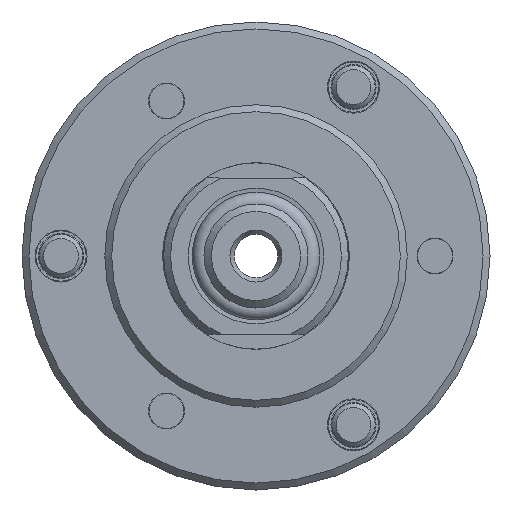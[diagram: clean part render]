
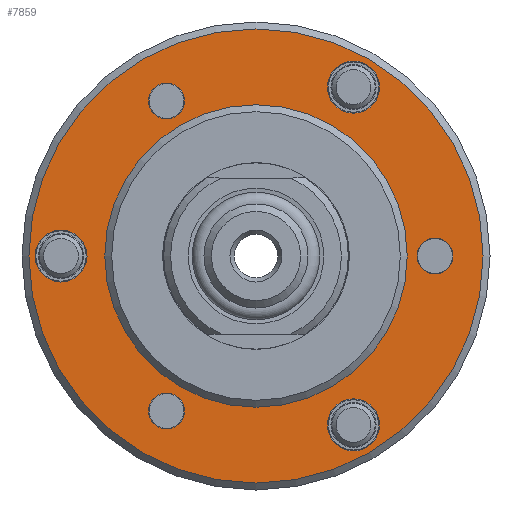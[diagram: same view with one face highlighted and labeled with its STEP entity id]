
A CAD part, left-side view. The second image highlights one B-rep face of the part: STEP entity #7859.
In plain terms, the highlighted planar face has unit normal (-1, 0, 0).
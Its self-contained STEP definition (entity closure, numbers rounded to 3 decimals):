
#590=FACE_BOUND('',#2392,.T.);
#591=FACE_BOUND('',#2393,.T.);
#592=FACE_BOUND('',#2394,.T.);
#593=FACE_BOUND('',#2395,.T.);
#594=FACE_BOUND('',#2396,.T.);
#595=FACE_BOUND('',#2397,.T.);
#596=FACE_BOUND('',#2398,.T.);
#663=PLANE('',#8454);
#1924=FACE_OUTER_BOUND('',#2391,.T.);
#2391=EDGE_LOOP('',(#5541));
#2392=EDGE_LOOP('',(#5542));
#2393=EDGE_LOOP('',(#5543));
#2394=EDGE_LOOP('',(#5544));
#2395=EDGE_LOOP('',(#5545,#5546));
#2396=EDGE_LOOP('',(#5547,#5548));
#2397=EDGE_LOOP('',(#5549,#5550));
#2398=EDGE_LOOP('',(#5551,#5552));
#2945=CIRCLE('',#8442,3.);
#2946=CIRCLE('',#8443,3.);
#2947=CIRCLE('',#8445,3.);
#2948=CIRCLE('',#8446,3.);
#2949=CIRCLE('',#8448,3.);
#2950=CIRCLE('',#8449,3.);
#2954=CIRCLE('',#8455,26.2);
#2955=CIRCLE('',#8456,2.067);
#2956=CIRCLE('',#8457,2.067);
#2957=CIRCLE('',#8458,2.067);
#2958=CIRCLE('',#8459,17.45);
#2959=CIRCLE('',#8460,17.45);
#3323=VERTEX_POINT('',#11862);
#3324=VERTEX_POINT('',#11864);
#3325=VERTEX_POINT('',#11868);
#3326=VERTEX_POINT('',#11870);
#3327=VERTEX_POINT('',#11874);
#3328=VERTEX_POINT('',#11876);
#3332=VERTEX_POINT('',#11888);
#3333=VERTEX_POINT('',#11890);
#3334=VERTEX_POINT('',#11892);
#3335=VERTEX_POINT('',#11894);
#3336=VERTEX_POINT('',#11896);
#3337=VERTEX_POINT('',#11897);
#4190=EDGE_CURVE('',#3324,#3323,#2945,.T.);
#4191=EDGE_CURVE('',#3323,#3324,#2946,.T.);
#4193=EDGE_CURVE('',#3326,#3325,#2947,.T.);
#4194=EDGE_CURVE('',#3325,#3326,#2948,.T.);
#4196=EDGE_CURVE('',#3328,#3327,#2949,.T.);
#4197=EDGE_CURVE('',#3327,#3328,#2950,.T.);
#4202=EDGE_CURVE('',#3332,#3332,#2954,.T.);
#4203=EDGE_CURVE('',#3333,#3333,#2955,.T.);
#4204=EDGE_CURVE('',#3334,#3334,#2956,.T.);
#4205=EDGE_CURVE('',#3335,#3335,#2957,.T.);
#4206=EDGE_CURVE('',#3336,#3337,#2958,.T.);
#4207=EDGE_CURVE('',#3337,#3336,#2959,.T.);
#5541=ORIENTED_EDGE('',*,*,#4202,.F.);
#5542=ORIENTED_EDGE('',*,*,#4203,.T.);
#5543=ORIENTED_EDGE('',*,*,#4204,.T.);
#5544=ORIENTED_EDGE('',*,*,#4205,.T.);
#5545=ORIENTED_EDGE('',*,*,#4206,.F.);
#5546=ORIENTED_EDGE('',*,*,#4207,.F.);
#5547=ORIENTED_EDGE('',*,*,#4190,.T.);
#5548=ORIENTED_EDGE('',*,*,#4191,.T.);
#5549=ORIENTED_EDGE('',*,*,#4193,.T.);
#5550=ORIENTED_EDGE('',*,*,#4194,.T.);
#5551=ORIENTED_EDGE('',*,*,#4196,.T.);
#5552=ORIENTED_EDGE('',*,*,#4197,.T.);
#7859=ADVANCED_FACE('',(#1924,#590,#591,#592,#593,#594,#595,#596),#663,
 .T.);
#8442=AXIS2_PLACEMENT_3D('',#11865,#9362,#9363);
#8443=AXIS2_PLACEMENT_3D('',#11866,#9364,#9365);
#8445=AXIS2_PLACEMENT_3D('',#11871,#9369,#9370);
#8446=AXIS2_PLACEMENT_3D('',#11872,#9371,#9372);
#8448=AXIS2_PLACEMENT_3D('',#11877,#9376,#9377);
#8449=AXIS2_PLACEMENT_3D('',#11878,#9378,#9379);
#8454=AXIS2_PLACEMENT_3D('',#11887,#9389,#9390);
#8455=AXIS2_PLACEMENT_3D('',#11889,#9391,#9392);
#8456=AXIS2_PLACEMENT_3D('',#11891,#9393,#9394);
#8457=AXIS2_PLACEMENT_3D('',#11893,#9395,#9396);
#8458=AXIS2_PLACEMENT_3D('',#11895,#9397,#9398);
#8459=AXIS2_PLACEMENT_3D('',#11898,#9399,#9400);
#8460=AXIS2_PLACEMENT_3D('',#11899,#9401,#9402);
#9362=DIRECTION('center_axis',(1.,0.,0.));
#9363=DIRECTION('ref_axis',(0.,0.,1.));
#9364=DIRECTION('center_axis',(1.,0.,0.));
#9365=DIRECTION('ref_axis',(0.,0.,1.));
#9369=DIRECTION('center_axis',(1.,0.,0.));
#9370=DIRECTION('ref_axis',(0.,0.866,-0.5));
#9371=DIRECTION('center_axis',(1.,0.,0.));
#9372=DIRECTION('ref_axis',(0.,0.866,-0.5));
#9376=DIRECTION('center_axis',(1.,0.,0.));
#9377=DIRECTION('ref_axis',(0.,-0.866,-0.5));
#9378=DIRECTION('center_axis',(1.,0.,0.));
#9379=DIRECTION('ref_axis',(0.,-0.866,-0.5));
#9389=DIRECTION('center_axis',(-1.,0.,0.));
#9390=DIRECTION('ref_axis',(0.,0.,1.));
#9391=DIRECTION('center_axis',(1.,0.,0.));
#9392=DIRECTION('ref_axis',(0.,-1.,0.));
#9393=DIRECTION('center_axis',(1.,0.,0.));
#9394=DIRECTION('ref_axis',(0.,0.866,0.5));
#9395=DIRECTION('center_axis',(1.,0.,0.));
#9396=DIRECTION('ref_axis',(0.,-0.866,0.5));
#9397=DIRECTION('center_axis',(1.,0.,0.));
#9398=DIRECTION('ref_axis',(0.,0.,-1.));
#9399=DIRECTION('center_axis',(-1.,0.,0.));
#9400=DIRECTION('ref_axis',(0.,1.,0.));
#9401=DIRECTION('center_axis',(-1.,0.,0.));
#9402=DIRECTION('ref_axis',(0.,1.,0.));
#11862=CARTESIAN_POINT('',(-1.85,22.5,-3.));
#11864=CARTESIAN_POINT('',(-1.85,22.5,3.));
#11865=CARTESIAN_POINT('Origin',(-1.85,22.5,0.));
#11866=CARTESIAN_POINT('Origin',(-1.85,22.5,0.));
#11868=CARTESIAN_POINT('',(-1.85,-13.848,-17.986));
#11870=CARTESIAN_POINT('',(-1.85,-8.652,-20.986));
#11871=CARTESIAN_POINT('Origin',(-1.85,-11.25,-19.486));
#11872=CARTESIAN_POINT('Origin',(-1.85,-11.25,-19.486));
#11874=CARTESIAN_POINT('',(-1.85,-8.652,20.986));
#11876=CARTESIAN_POINT('',(-1.85,-13.848,17.986));
#11877=CARTESIAN_POINT('Origin',(-1.85,-11.25,19.486));
#11878=CARTESIAN_POINT('Origin',(-1.85,-11.25,19.486));
#11887=CARTESIAN_POINT('Origin',(-1.85,22.225,0.));
#11888=CARTESIAN_POINT('',(-1.85,26.2,0.));
#11889=CARTESIAN_POINT('Origin',(-1.85,0.,0.));
#11890=CARTESIAN_POINT('',(-1.85,8.535,-18.917));
#11891=CARTESIAN_POINT('Origin',(-1.85,10.325,-17.883));
#11892=CARTESIAN_POINT('',(-1.85,12.115,16.85));
#11893=CARTESIAN_POINT('Origin',(-1.85,10.325,17.883));
#11894=CARTESIAN_POINT('',(-1.85,-20.65,2.067));
#11895=CARTESIAN_POINT('Origin',(-1.85,-20.65,0.));
#11896=CARTESIAN_POINT('',(-1.85,17.45,0.));
#11897=CARTESIAN_POINT('',(-1.85,-17.45,0.));
#11898=CARTESIAN_POINT('Origin',(-1.85,0.,0.));
#11899=CARTESIAN_POINT('Origin',(-1.85,0.,0.));
